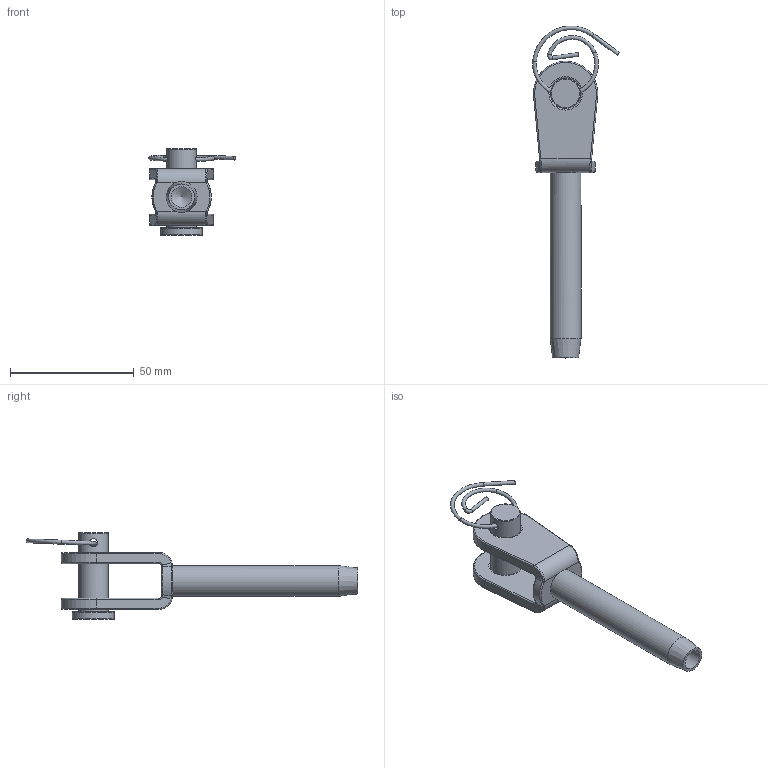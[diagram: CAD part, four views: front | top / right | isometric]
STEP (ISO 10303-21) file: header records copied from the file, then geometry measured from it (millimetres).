
FILE_DESCRIPTION(/* description */ ('PLEASE STATE GENERIC DESCRIPTION'),/* implementation_level */ '2;1');
FILE_NAME(/* name */ 'SL-003.stp',/* time_stamp */ '2016-02-09T17:48:05+00:00',/* author */ ('jslaven'),/* organization */ (''),/* preprocessor_version */ 'ST-DEVELOPER v15.2',/* originating_system */ 'Autodesk Inventor 2014',/* authorisation */ '');
FILE_SCHEMA (('CONFIG_CONTROL_DESIGN'));
Length unit declared in the file: millimetre
Products named in the file (1): Part35
Bounding box: 35.04 x 134.24 x 35 mm (x, y, z)
Volume: 19061.9 mm3; surface area: 12366.2 mm2
Topology: 2 solids, 2 shells, 93 faces, 209 edges, 120 vertices
Faces by surface type: bspline 28, cylinder 25, torus 19, plane 19, cone 2
Full cylindrical faces by diameter (mm): 1.5 x2, 3.25 x1, 8.33 x1, 12 x1, 12.5 x3, 17 x1
Entity records: 3149 total; most frequent: CARTESIAN_POINT 1144, DIRECTION 384, ORIENTED_EDGE 364, EDGE_CURVE 182, AXIS2_PLACEMENT_3D 176, EDGE_LOOP 124, VERTEX_POINT 116, STYLED_ITEM 95
